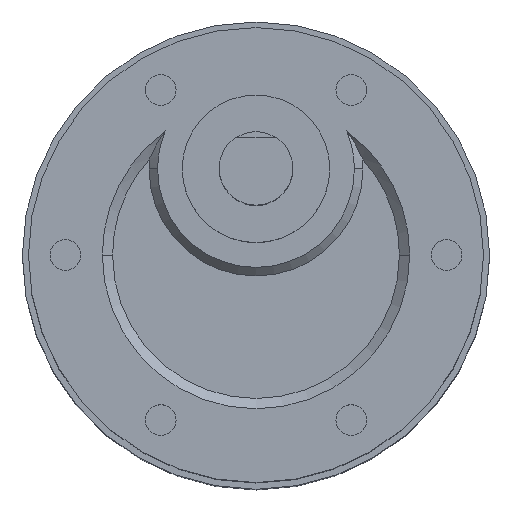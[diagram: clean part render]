
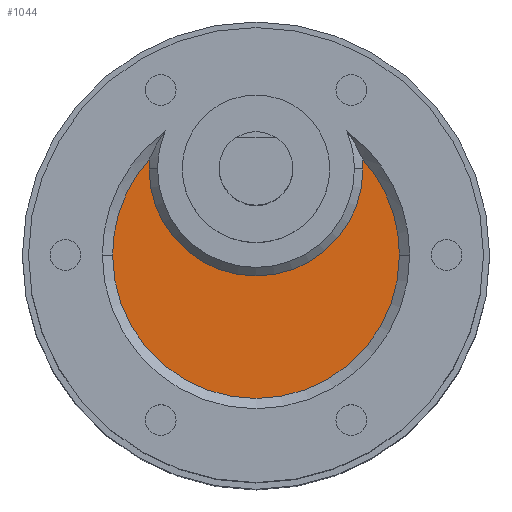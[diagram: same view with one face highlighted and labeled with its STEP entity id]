
A CAD part, top view. The second image highlights one B-rep face of the part: STEP entity #1044.
In plain terms, the highlighted planar face has unit normal (0, 0, 1).
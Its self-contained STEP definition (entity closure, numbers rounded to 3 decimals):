
#83 = DIRECTION ( 'NONE',  ( 1., 0., 0. ) ) ;
#153 = CARTESIAN_POINT ( 'NONE',  ( 0., 3.5, 23.3 ) ) ;
#204 = CARTESIAN_POINT ( 'NONE',  ( 8.7, 7., 23.3 ) ) ;
#233 = CARTESIAN_POINT ( 'NONE',  ( 0., 0., 23.3 ) ) ;
#281 = AXIS2_PLACEMENT_3D ( 'NONE', #648, #2161, #861 ) ;
#435 = DIRECTION ( 'NONE',  ( 1., 0., 0. ) ) ;
#558 = EDGE_CURVE ( 'NONE', #2261, #2339, #2156, .T. ) ;
#648 = CARTESIAN_POINT ( 'NONE',  ( 0., 7., 23.3 ) ) ;
#745 = VERTEX_POINT ( 'NONE', #1900 ) ;
#759 = VERTEX_POINT ( 'NONE', #1449 ) ;
#834 = DIRECTION ( 'NONE',  ( 0., 0., 1. ) ) ;
#861 = DIRECTION ( 'NONE',  ( 1., 0., 0. ) ) ;
#895 = CARTESIAN_POINT ( 'NONE',  ( 0., 7., 23.3 ) ) ;
#922 = VERTEX_POINT ( 'NONE', #1945 ) ;
#972 = EDGE_CURVE ( 'NONE', #759, #1831, #1455, .T. ) ;
#1044 = ADVANCED_FACE ( 'NONE', ( #1267 ), #2278, .T. ) ;
#1119 = DIRECTION ( 'NONE',  ( 0., 0., -1. ) ) ;
#1267 = FACE_OUTER_BOUND ( 'NONE', #2540, .T. ) ;
#1353 = AXIS2_PLACEMENT_3D ( 'NONE', #895, #1119, #83 ) ;
#1364 = DIRECTION ( 'NONE',  ( 1., 0., 0. ) ) ;
#1391 = DIRECTION ( 'NONE',  ( 1., 0., 0. ) ) ;
#1449 = CARTESIAN_POINT ( 'NONE',  ( -8.662, 7.814, 23.3 ) ) ;
#1452 = AXIS2_PLACEMENT_3D ( 'NONE', #153, #2481, #1391 ) ;
#1455 = CIRCLE ( 'NONE', #1855, 11.666 ) ;
#1526 = AXIS2_PLACEMENT_3D ( 'NONE', #2452, #1569, #1364 ) ;
#1543 = CIRCLE ( 'NONE', #2489, 11.666 ) ;
#1544 = CARTESIAN_POINT ( 'NONE',  ( 0., 0., 23.3 ) ) ;
#1556 = DIRECTION ( 'NONE',  ( 0., 0., 1. ) ) ;
#1558 = CARTESIAN_POINT ( 'NONE',  ( -11.666, 0., 23.3 ) ) ;
#1569 = DIRECTION ( 'NONE',  ( 0., 0., -1. ) ) ;
#1596 = CIRCLE ( 'NONE', #1526, 8.7 ) ;
#1684 = CARTESIAN_POINT ( 'NONE',  ( 8.662, 7.814, 23.3 ) ) ;
#1731 = DIRECTION ( 'NONE',  ( 1., 0., 0. ) ) ;
#1732 = DIRECTION ( 'NONE',  ( 0., 0., 1. ) ) ;
#1739 = ORIENTED_EDGE ( 'NONE', *, *, #558, .T. ) ;
#1769 = EDGE_CURVE ( 'NONE', #2339, #922, #1596, .T. ) ;
#1831 = VERTEX_POINT ( 'NONE', #1558 ) ;
#1847 = CIRCLE ( 'NONE', #2629, 11.666 ) ;
#1855 = AXIS2_PLACEMENT_3D ( 'NONE', #1544, #1556, #1731 ) ;
#1868 = ORIENTED_EDGE ( 'NONE', *, *, #1769, .T. ) ;
#1900 = CARTESIAN_POINT ( 'NONE',  ( 11.666, 0., 23.3 ) ) ;
#1945 = CARTESIAN_POINT ( 'NONE',  ( -8.7, 7., 23.3 ) ) ;
#2001 = ORIENTED_EDGE ( 'NONE', *, *, #2643, .T. ) ;
#2063 = ORIENTED_EDGE ( 'NONE', *, *, #2649, .T. ) ;
#2138 = CARTESIAN_POINT ( 'NONE',  ( 0., 0., 23.3 ) ) ;
#2156 = CIRCLE ( 'NONE', #1353, 8.7 ) ;
#2161 = DIRECTION ( 'NONE',  ( 0., 0., -1. ) ) ;
#2261 = VERTEX_POINT ( 'NONE', #1684 ) ;
#2278 = PLANE ( 'NONE',  #1452 ) ;
#2339 = VERTEX_POINT ( 'NONE', #204 ) ;
#2343 = CIRCLE ( 'NONE', #281, 8.7 ) ;
#2363 = DIRECTION ( 'NONE',  ( 1., 0., 0. ) ) ;
#2370 = ORIENTED_EDGE ( 'NONE', *, *, #2720, .T. ) ;
#2452 = CARTESIAN_POINT ( 'NONE',  ( 0., 7., 23.3 ) ) ;
#2481 = DIRECTION ( 'NONE',  ( 0., 0., 1. ) ) ;
#2489 = AXIS2_PLACEMENT_3D ( 'NONE', #233, #1732, #435 ) ;
#2496 = ORIENTED_EDGE ( 'NONE', *, *, #972, .T. ) ;
#2540 = EDGE_LOOP ( 'NONE', ( #1739, #1868, #2370, #2496, #2001, #2063 ) ) ;
#2629 = AXIS2_PLACEMENT_3D ( 'NONE', #2138, #834, #2363 ) ;
#2643 = EDGE_CURVE ( 'NONE', #1831, #745, #1847, .T. ) ;
#2649 = EDGE_CURVE ( 'NONE', #745, #2261, #1543, .T. ) ;
#2720 = EDGE_CURVE ( 'NONE', #922, #759, #2343, .T. ) ;
